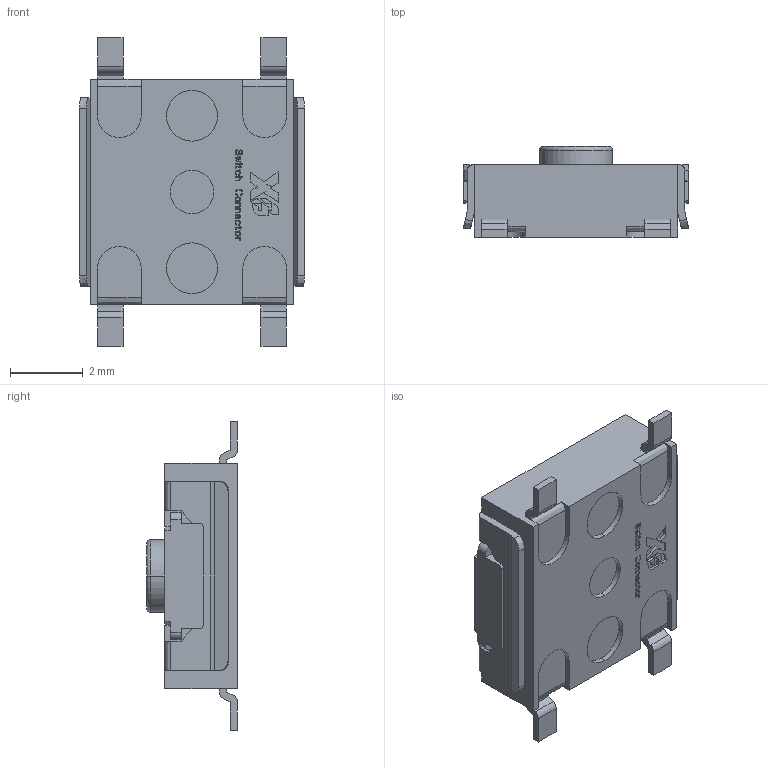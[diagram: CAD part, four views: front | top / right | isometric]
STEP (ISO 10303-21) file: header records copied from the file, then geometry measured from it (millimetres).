
FILE_DESCRIPTION(('STEP AP242'),'1');
FILE_NAME('xb-ts-1161d-x.stp','2023-11-20T21:03:29',('TraceParts'),('TraceParts S.A.'),'Spatial InterOp 3D',' ',' ');
FILE_SCHEMA(('AP242_MANAGED_MODEL_BASED_3D_ENGINEERING_MIM_LF {1 0 10303 442 1 1 4}'));
Length unit declared in the file: millimetre
Products named in the file (1): xb-ts-1161d-x_1
Bounding box: 6.2 x 2.5 x 8.5 mm (x, y, z)
Volume: 74 mm3; surface area: 160.1 mm2
Topology: 6 solids, 6 shells, 1193 faces, 3389 edges, 2257 vertices
Faces by surface type: plane 1133, cylinder 42, extrusion 16, torus 2
Entity records: 38393 total; most frequent: CARTESIAN_POINT 7269, ORIENTED_EDGE 6778, DIRECTION 5830, EDGE_CURVE 3389, VECTOR 3282, LINE 3266, VERTEX_POINT 2257, AXIS2_PLACEMENT_3D 1274
